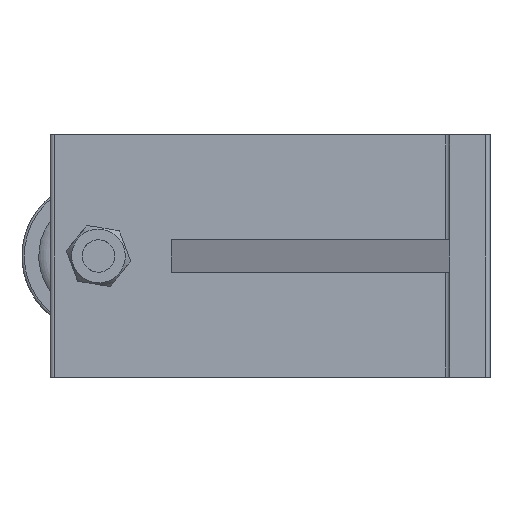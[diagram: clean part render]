
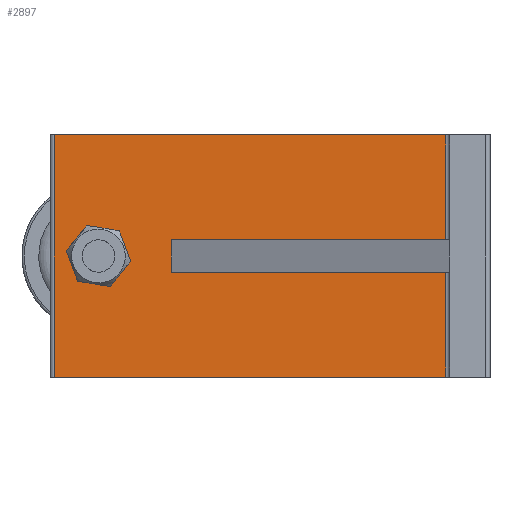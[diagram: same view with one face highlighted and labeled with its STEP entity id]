
A CAD part, left-side view. The second image highlights one B-rep face of the part: STEP entity #2897.
In plain terms, the highlighted planar face has unit normal (-1, 0, 0).
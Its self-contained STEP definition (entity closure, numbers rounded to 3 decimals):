
#2 = CIRCLE ( 'NONE', #2195, 2. ) ;
#34 = DIRECTION ( 'NONE',  ( 0., 0., 1. ) ) ;
#50 = VECTOR ( 'NONE', #1790, 1000. ) ;
#69 = ORIENTED_EDGE ( 'NONE', *, *, #2908, .F. ) ;
#95 = ORIENTED_EDGE ( 'NONE', *, *, #1739, .T. ) ;
#103 = LINE ( 'NONE', #2007, #1588 ) ;
#121 = ORIENTED_EDGE ( 'NONE', *, *, #1272, .F. ) ;
#213 = DIRECTION ( 'NONE',  ( 1., 0., 0. ) ) ;
#235 = CARTESIAN_POINT ( 'NONE',  ( 15., 5.5, 15. ) ) ;
#266 = CARTESIAN_POINT ( 'NONE',  ( 15., 5.5, 15. ) ) ;
#347 = DIRECTION ( 'NONE',  ( 0., 1., 0. ) ) ;
#354 = VERTEX_POINT ( 'NONE', #2347 ) ;
#394 = CARTESIAN_POINT ( 'NONE',  ( 15., 39.5, -2. ) ) ;
#449 = CARTESIAN_POINT ( 'NONE',  ( 15., 54., 15. ) ) ;
#483 = CARTESIAN_POINT ( 'NONE',  ( 15., 39.5, 15. ) ) ;
#513 = VERTEX_POINT ( 'NONE', #2880 ) ;
#540 = AXIS2_PLACEMENT_3D ( 'NONE', #1116, #213, #2064 ) ;
#543 = CARTESIAN_POINT ( 'NONE',  ( 15., 5.5, -2. ) ) ;
#544 = CARTESIAN_POINT ( 'NONE',  ( 15., 54.5, 15. ) ) ;
#590 = EDGE_CURVE ( 'NONE', #2683, #354, #2622, .T. ) ;
#754 = ORIENTED_EDGE ( 'NONE', *, *, #1657, .T. ) ;
#770 = ORIENTED_EDGE ( 'NONE', *, *, #1393, .T. ) ;
#808 = VERTEX_POINT ( 'NONE', #1317 ) ;
#847 = FACE_OUTER_BOUND ( 'NONE', #2846, .T. ) ;
#903 = EDGE_CURVE ( 'NONE', #2342, #513, #976, .T. ) ;
#976 = CIRCLE ( 'NONE', #540, 2. ) ;
#1020 = DIRECTION ( 'NONE',  ( 1., 0., 0. ) ) ;
#1044 = VECTOR ( 'NONE', #2493, 1000. ) ;
#1057 = DIRECTION ( 'NONE',  ( 0., 1., 0. ) ) ;
#1075 = LINE ( 'NONE', #2552, #2881 ) ;
#1110 = CARTESIAN_POINT ( 'NONE',  ( 15., 54.5, 15. ) ) ;
#1116 = CARTESIAN_POINT ( 'NONE',  ( 15., 48.5, 0. ) ) ;
#1156 = EDGE_CURVE ( 'NONE', #2375, #2411, #103, .T. ) ;
#1168 = CARTESIAN_POINT ( 'NONE',  ( 15., 54., -15. ) ) ;
#1197 = LINE ( 'NONE', #2863, #2341 ) ;
#1233 = VERTEX_POINT ( 'NONE', #449 ) ;
#1272 = EDGE_CURVE ( 'NONE', #1233, #1955, #1634, .T. ) ;
#1288 = CARTESIAN_POINT ( 'NONE',  ( 15., 54., 15. ) ) ;
#1302 = LINE ( 'NONE', #1288, #50 ) ;
#1317 = CARTESIAN_POINT ( 'NONE',  ( 15., 5.5, 2. ) ) ;
#1334 = ORIENTED_EDGE ( 'NONE', *, *, #590, .T. ) ;
#1335 = VECTOR ( 'NONE', #1461, 1000. ) ;
#1381 = VECTOR ( 'NONE', #1440, 1000. ) ;
#1393 = EDGE_CURVE ( 'NONE', #2411, #1660, #1197, .T. ) ;
#1440 = DIRECTION ( 'NONE',  ( 0., 0., 1. ) ) ;
#1442 = ORIENTED_EDGE ( 'NONE', *, *, #1156, .T. ) ;
#1443 = VECTOR ( 'NONE', #2540, 1000. ) ;
#1461 = DIRECTION ( 'NONE',  ( 0., 0., 1. ) ) ;
#1517 = DIRECTION ( 'NONE',  ( 1., 0., 0. ) ) ;
#1535 = LINE ( 'NONE', #2018, #1044 ) ;
#1588 = VECTOR ( 'NONE', #2711, 1000. ) ;
#1634 = LINE ( 'NONE', #1110, #1443 ) ;
#1657 = EDGE_CURVE ( 'NONE', #1233, #2375, #1302, .T. ) ;
#1660 = VERTEX_POINT ( 'NONE', #543 ) ;
#1739 = EDGE_CURVE ( 'NONE', #354, #808, #1075, .T. ) ;
#1790 = DIRECTION ( 'NONE',  ( 0., 0., -1. ) ) ;
#1906 = ORIENTED_EDGE ( 'NONE', *, *, #2271, .T. ) ;
#1918 = EDGE_LOOP ( 'NONE', ( #2549, #2414 ) ) ;
#1955 = VERTEX_POINT ( 'NONE', #235 ) ;
#2007 = CARTESIAN_POINT ( 'NONE',  ( 15., 54.5, -15. ) ) ;
#2018 = CARTESIAN_POINT ( 'NONE',  ( 15., 54.5, -2. ) ) ;
#2064 = DIRECTION ( 'NONE',  ( 0., 1., 0. ) ) ;
#2114 = EDGE_CURVE ( 'NONE', #513, #2342, #2, .T. ) ;
#2195 = AXIS2_PLACEMENT_3D ( 'NONE', #2953, #1517, #1057 ) ;
#2205 = AXIS2_PLACEMENT_3D ( 'NONE', #544, #1020, #347 ) ;
#2271 = EDGE_CURVE ( 'NONE', #808, #1955, #3060, .T. ) ;
#2307 = DIRECTION ( 'NONE',  ( 0., -1., 0. ) ) ;
#2341 = VECTOR ( 'NONE', #34, 1000. ) ;
#2342 = VERTEX_POINT ( 'NONE', #2868 ) ;
#2347 = CARTESIAN_POINT ( 'NONE',  ( 15., 39.5, 2. ) ) ;
#2375 = VERTEX_POINT ( 'NONE', #1168 ) ;
#2411 = VERTEX_POINT ( 'NONE', #2654 ) ;
#2414 = ORIENTED_EDGE ( 'NONE', *, *, #903, .T. ) ;
#2493 = DIRECTION ( 'NONE',  ( 0., -1., 0. ) ) ;
#2540 = DIRECTION ( 'NONE',  ( 0., -1., 0. ) ) ;
#2549 = ORIENTED_EDGE ( 'NONE', *, *, #2114, .T. ) ;
#2552 = CARTESIAN_POINT ( 'NONE',  ( 15., 54.5, 2. ) ) ;
#2622 = LINE ( 'NONE', #483, #1381 ) ;
#2654 = CARTESIAN_POINT ( 'NONE',  ( 15., 5.5, -15. ) ) ;
#2683 = VERTEX_POINT ( 'NONE', #394 ) ;
#2708 = FACE_BOUND ( 'NONE', #1918, .T. ) ;
#2711 = DIRECTION ( 'NONE',  ( 0., -1., 0. ) ) ;
#2846 = EDGE_LOOP ( 'NONE', ( #95, #1906, #121, #754, #1442, #770, #69, #1334 ) ) ;
#2863 = CARTESIAN_POINT ( 'NONE',  ( 15., 5.5, -2. ) ) ;
#2868 = CARTESIAN_POINT ( 'NONE',  ( 15., 48.5, 2. ) ) ;
#2880 = CARTESIAN_POINT ( 'NONE',  ( 15., 48.5, -2. ) ) ;
#2881 = VECTOR ( 'NONE', #2307, 1000. ) ;
#2897 = ADVANCED_FACE ( 'NONE', ( #2708, #847 ), #2972, .F. ) ;
#2908 = EDGE_CURVE ( 'NONE', #2683, #1660, #1535, .T. ) ;
#2953 = CARTESIAN_POINT ( 'NONE',  ( 15., 48.5, 0. ) ) ;
#2972 = PLANE ( 'NONE',  #2205 ) ;
#3060 = LINE ( 'NONE', #266, #1335 ) ;
